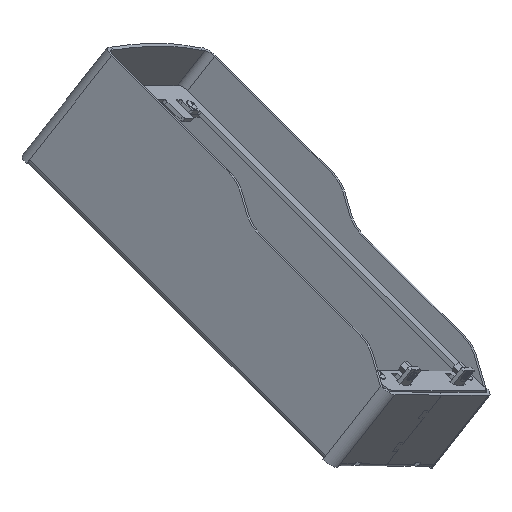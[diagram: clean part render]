
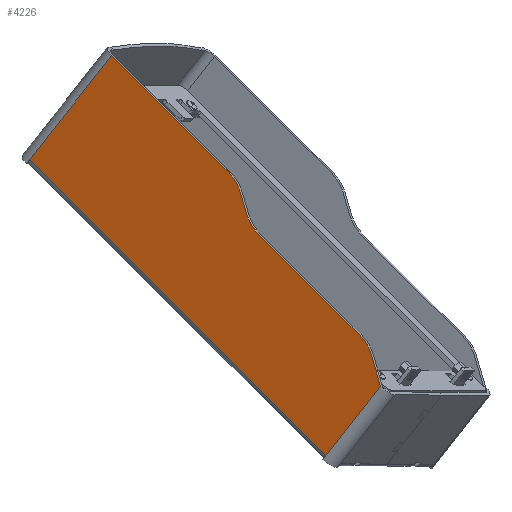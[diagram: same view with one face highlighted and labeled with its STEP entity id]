
A CAD part, isometric view. The second image highlights one B-rep face of the part: STEP entity #4226.
In plain terms, the highlighted face is planar.
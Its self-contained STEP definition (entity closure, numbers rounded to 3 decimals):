
#3339=CARTESIAN_POINT('Vertex',(-53.,-103.,2.5)) ;
#3342=CARTESIAN_POINT('Line Origine',(-53.,0.,2.5)) ;
#3346=CARTESIAN_POINT('Vertex',(-53.,103.,2.5)) ;
#4119=CARTESIAN_POINT('Vertex',(-53.,-103.,45.1)) ;
#4122=CARTESIAN_POINT('Line Origine',(-53.,-103.,33.3)) ;
#4155=CARTESIAN_POINT('Axis2P3D Location',(-53.,103.,0.)) ;
#4160=CARTESIAN_POINT('Line Origine',(-53.,-43.907,55.6)) ;
#4164=CARTESIAN_POINT('Vertex',(-53.,-79.454,55.6)) ;
#4166=CARTESIAN_POINT('Vertex',(-53.,-8.359,55.6)) ;
#4169=CARTESIAN_POINT('Axis2P3D Location',(-53.,-8.359,75.6)) ;
#4173=CARTESIAN_POINT('Vertex',(-53.,1.641,58.279)) ;
#4176=CARTESIAN_POINT('Line Origine',(-53.,6.526,61.1)) ;
#4180=CARTESIAN_POINT('Vertex',(-53.,11.412,63.921)) ;
#4183=CARTESIAN_POINT('Axis2P3D Location',(-53.,21.412,46.6)) ;
#4187=CARTESIAN_POINT('Vertex',(-53.,21.412,66.6)) ;
#4190=CARTESIAN_POINT('Line Origine',(-53.,62.206,66.6)) ;
#4194=CARTESIAN_POINT('Vertex',(-53.,103.,66.6)) ;
#4197=CARTESIAN_POINT('Line Origine',(-53.,103.,34.55)) ;
#4202=CARTESIAN_POINT('Line Origine',(-53.,-96.227,49.01)) ;
#4206=CARTESIAN_POINT('Vertex',(-53.,-89.454,52.921)) ;
#4209=CARTESIAN_POINT('Axis2P3D Location',(-53.,-79.454,35.6)) ;
#3343=DIRECTION('Vector Direction',(0.,1.,0.)) ;
#4123=DIRECTION('Vector Direction',(0.,0.,-1.)) ;
#4156=DIRECTION('Axis2P3D Direction',(-1.,0.,0.)) ;
#4157=DIRECTION('Axis2P3D XDirection',(0.,-1.,0.)) ;
#4161=DIRECTION('Vector Direction',(0.,1.,0.)) ;
#4170=DIRECTION('Axis2P3D Direction',(-1.,0.,0.)) ;
#4177=DIRECTION('Vector Direction',(0.,0.866,0.5)) ;
#4184=DIRECTION('Axis2P3D Direction',(-1.,0.,0.)) ;
#4191=DIRECTION('Vector Direction',(0.,-1.,0.)) ;
#4198=DIRECTION('Vector Direction',(0.,0.,1.)) ;
#4203=DIRECTION('Vector Direction',(0.,0.866,0.5)) ;
#4210=DIRECTION('Axis2P3D Direction',(-1.,0.,0.)) ;
#4158=AXIS2_PLACEMENT_3D('Plane Axis2P3D',#4155,#4156,#4157) ;
#4171=AXIS2_PLACEMENT_3D('Circle Axis2P3D',#4169,#4170,$) ;
#4185=AXIS2_PLACEMENT_3D('Circle Axis2P3D',#4183,#4184,$) ;
#4211=AXIS2_PLACEMENT_3D('Circle Axis2P3D',#4209,#4210,$) ;
#4215=ORIENTED_EDGE('',*,*,#4168,.T.) ;
#4216=ORIENTED_EDGE('',*,*,#4175,.F.) ;
#4217=ORIENTED_EDGE('',*,*,#4182,.T.) ;
#4218=ORIENTED_EDGE('',*,*,#4189,.T.) ;
#4219=ORIENTED_EDGE('',*,*,#4196,.T.) ;
#4220=ORIENTED_EDGE('',*,*,#4201,.F.) ;
#4221=ORIENTED_EDGE('',*,*,#3348,.F.) ;
#4222=ORIENTED_EDGE('',*,*,#4126,.T.) ;
#4223=ORIENTED_EDGE('',*,*,#4208,.T.) ;
#4224=ORIENTED_EDGE('',*,*,#4213,.T.) ;
#3344=VECTOR('Line Direction',#3343,1.) ;
#4124=VECTOR('Line Direction',#4123,1.) ;
#4162=VECTOR('Line Direction',#4161,1.) ;
#4178=VECTOR('Line Direction',#4177,1.) ;
#4192=VECTOR('Line Direction',#4191,1.) ;
#4199=VECTOR('Line Direction',#4198,1.) ;
#4204=VECTOR('Line Direction',#4203,1.) ;
#4226=ADVANCED_FACE('CORPO',(#4225),#4159,.T.) ;
#4172=CIRCLE('generated circle',#4171,20.) ;
#4186=CIRCLE('generated circle',#4185,20.) ;
#4212=CIRCLE('generated circle',#4211,20.) ;
#3348=EDGE_CURVE('',#3340,#3347,#3345,.T.) ;
#4126=EDGE_CURVE('',#3340,#4120,#4125,.F.) ;
#4168=EDGE_CURVE('',#4165,#4167,#4163,.T.) ;
#4175=EDGE_CURVE('',#4174,#4167,#4172,.T.) ;
#4182=EDGE_CURVE('',#4174,#4181,#4179,.T.) ;
#4189=EDGE_CURVE('',#4181,#4188,#4186,.T.) ;
#4196=EDGE_CURVE('',#4188,#4195,#4193,.F.) ;
#4201=EDGE_CURVE('',#3347,#4195,#4200,.T.) ;
#4208=EDGE_CURVE('',#4120,#4207,#4205,.T.) ;
#4213=EDGE_CURVE('',#4207,#4165,#4212,.T.) ;
#4214=EDGE_LOOP('',(#4215,#4216,#4217,#4218,#4219,#4220,#4221,#4222,#4223,#4224)) ;
#4225=FACE_OUTER_BOUND('',#4214,.T.) ;
#3345=LINE('Line',#3342,#3344) ;
#4125=LINE('Line',#4122,#4124) ;
#4163=LINE('Line',#4160,#4162) ;
#4179=LINE('Line',#4176,#4178) ;
#4193=LINE('Line',#4190,#4192) ;
#4200=LINE('Line',#4197,#4199) ;
#4205=LINE('Line',#4202,#4204) ;
#4159=PLANE('',#4158) ;
#3340=VERTEX_POINT('',#3339) ;
#3347=VERTEX_POINT('',#3346) ;
#4120=VERTEX_POINT('',#4119) ;
#4165=VERTEX_POINT('',#4164) ;
#4167=VERTEX_POINT('',#4166) ;
#4174=VERTEX_POINT('',#4173) ;
#4181=VERTEX_POINT('',#4180) ;
#4188=VERTEX_POINT('',#4187) ;
#4195=VERTEX_POINT('',#4194) ;
#4207=VERTEX_POINT('',#4206) ;
